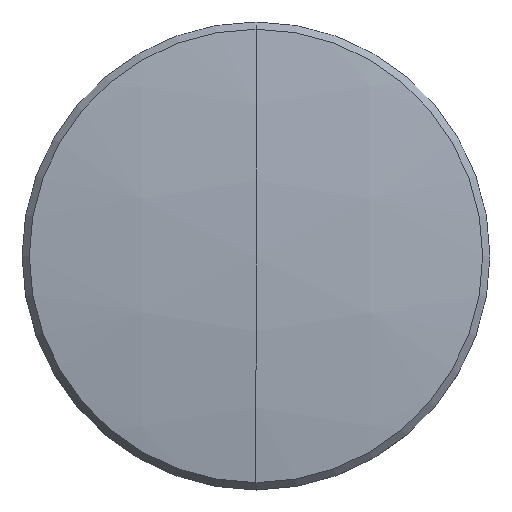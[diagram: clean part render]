
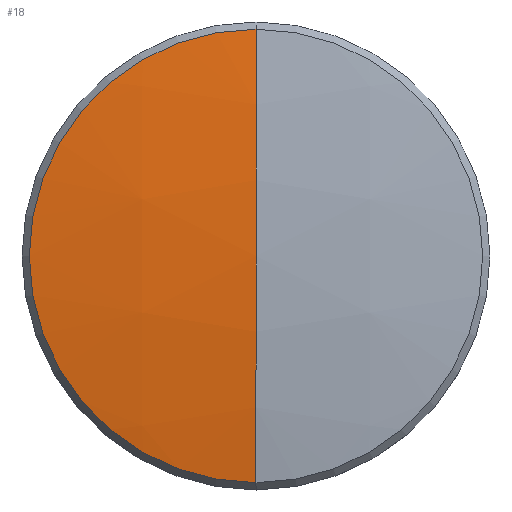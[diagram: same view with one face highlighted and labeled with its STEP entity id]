
A CAD part, top view. The second image highlights one B-rep face of the part: STEP entity #18.
In plain terms, the highlighted spherical face has radius 41.19 mm.
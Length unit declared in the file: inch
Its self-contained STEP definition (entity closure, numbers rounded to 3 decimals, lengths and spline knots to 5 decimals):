
#6 = DIRECTION ( 'NONE',  ( 0., -1., 0. ) ) ;
#18 = ADVANCED_FACE ( 'NONE', ( #183 ), #227, .T. ) ;
#21 = EDGE_CURVE ( 'NONE', #232, #262, #172, .T. ) ;
#23 = DIRECTION ( 'NONE',  ( -1., 0., 0. ) ) ;
#42 = DIRECTION ( 'NONE',  ( 0., 1., 0. ) ) ;
#53 = AXIS2_PLACEMENT_3D ( 'NONE', #296, #222, #42 ) ;
#56 = AXIS2_PLACEMENT_3D ( 'NONE', #166, #23, #212 ) ;
#59 = EDGE_CURVE ( 'NONE', #295, #262, #269, .T. ) ;
#75 = DIRECTION ( 'NONE',  ( 1., 0., 0. ) ) ;
#99 = EDGE_CURVE ( 'NONE', #295, #232, #112, .T. ) ;
#112 = CIRCLE ( 'NONE', #53, 0.24224 ) ;
#118 = DIRECTION ( 'NONE',  ( 0., 0., -1. ) ) ;
#130 = CARTESIAN_POINT ( 'NONE',  ( 0., 0., -1.56299 ) ) ;
#152 = ORIENTED_EDGE ( 'NONE', *, *, #21, .T. ) ;
#158 = DIRECTION ( 'NONE',  ( -1., 0., 0. ) ) ;
#166 = CARTESIAN_POINT ( 'NONE',  ( 0., 0., -1.56299 ) ) ;
#172 = CIRCLE ( 'NONE', #243, 1.62165 ) ;
#183 = FACE_OUTER_BOUND ( 'NONE', #248, .T. ) ;
#203 = CARTESIAN_POINT ( 'NONE',  ( 0., 0., 0.05866 ) ) ;
#210 = ORIENTED_EDGE ( 'NONE', *, *, #59, .F. ) ;
#212 = DIRECTION ( 'NONE',  ( 0., 1., 0. ) ) ;
#222 = DIRECTION ( 'NONE',  ( 0., 0., 1. ) ) ;
#227 = SPHERICAL_SURFACE ( 'NONE', #56, 1.62165 ) ;
#232 = VERTEX_POINT ( 'NONE', #289 ) ;
#233 = CARTESIAN_POINT ( 'NONE',  ( 0., 0., -1.56299 ) ) ;
#243 = AXIS2_PLACEMENT_3D ( 'NONE', #233, #158, #6 ) ;
#248 = EDGE_LOOP ( 'NONE', ( #273, #152, #210 ) ) ;
#262 = VERTEX_POINT ( 'NONE', #203 ) ;
#269 = CIRCLE ( 'NONE', #322, 1.62165 ) ;
#273 = ORIENTED_EDGE ( 'NONE', *, *, #99, .T. ) ;
#289 = CARTESIAN_POINT ( 'NONE',  ( 0., -0.24224, 0.04047 ) ) ;
#295 = VERTEX_POINT ( 'NONE', #328 ) ;
#296 = CARTESIAN_POINT ( 'NONE',  ( 0., 0., 0.04047 ) ) ;
#322 = AXIS2_PLACEMENT_3D ( 'NONE', #130, #75, #118 ) ;
#328 = CARTESIAN_POINT ( 'NONE',  ( 0., 0.24224, 0.04047 ) ) ;
